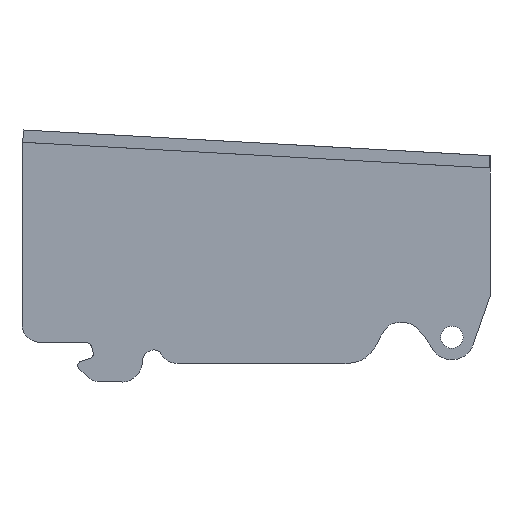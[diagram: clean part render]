
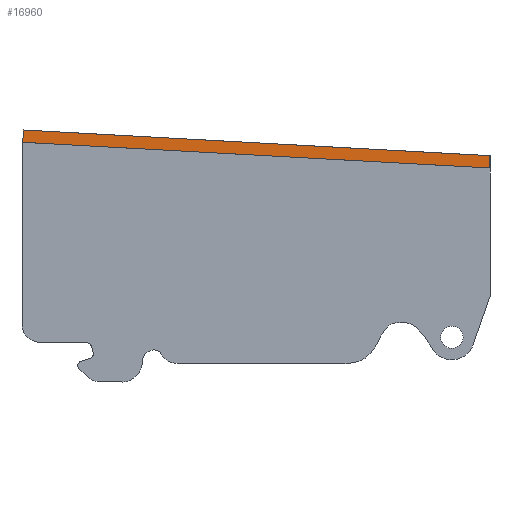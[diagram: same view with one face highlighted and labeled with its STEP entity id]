
A CAD part, left-side view. The second image highlights one B-rep face of the part: STEP entity #16960.
In plain terms, the highlighted planar face has unit normal (-1, 0, 0).
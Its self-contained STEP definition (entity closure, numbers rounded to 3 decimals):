
#1059=PLANE('',#17755);
#1838=FACE_OUTER_BOUND('',#2626,.T.);
#2626=EDGE_LOOP('',(#14535,#14536,#14537,#14538));
#5184=LINE('',#26337,#7510);
#5187=LINE('',#26343,#7513);
#5188=LINE('',#26345,#7514);
#5189=LINE('',#26346,#7515);
#7510=VECTOR('',#21590,10.);
#7513=VECTOR('',#21595,10.);
#7514=VECTOR('',#21596,10.);
#7515=VECTOR('',#21597,10.);
#9091=VERTEX_POINT('',#26333);
#9093=VERTEX_POINT('',#26336);
#9095=VERTEX_POINT('',#26342);
#9096=VERTEX_POINT('',#26344);
#11420=EDGE_CURVE('',#9093,#9091,#5184,.T.);
#11423=EDGE_CURVE('',#9091,#9095,#5187,.T.);
#11424=EDGE_CURVE('',#9095,#9096,#5188,.T.);
#11425=EDGE_CURVE('',#9096,#9093,#5189,.T.);
#14535=ORIENTED_EDGE('',*,*,#11420,.T.);
#14536=ORIENTED_EDGE('',*,*,#11423,.T.);
#14537=ORIENTED_EDGE('',*,*,#11424,.T.);
#14538=ORIENTED_EDGE('',*,*,#11425,.T.);
#16960=ADVANCED_FACE('',(#1838),#1059,.T.);
#17755=AXIS2_PLACEMENT_3D('',#26341,#21593,#21594);
#21590=DIRECTION('',(0.,0.055,-0.998));
#21593=DIRECTION('center_axis',(-1.,0.,0.));
#21594=DIRECTION('ref_axis',(0.,0.,1.));
#21595=DIRECTION('',(0.,-0.998,-0.055));
#21596=DIRECTION('',(0.,0.,1.));
#21597=DIRECTION('',(0.,0.998,0.055));
#26333=CARTESIAN_POINT('',(-82.,106.131,17.281));
#26336=CARTESIAN_POINT('',(-82.,105.994,19.777));
#26337=CARTESIAN_POINT('',(-82.,105.994,19.777));
#26341=CARTESIAN_POINT('Origin',(-82.,58.596,15.918));
#26342=CARTESIAN_POINT('',(-82.,11.18,12.058));
#26343=CARTESIAN_POINT('',(-82.,11.18,12.058));
#26344=CARTESIAN_POINT('',(-82.,11.18,14.562));
#26345=CARTESIAN_POINT('',(-82.,11.18,12.058));
#26346=CARTESIAN_POINT('',(-82.,11.043,14.554));
